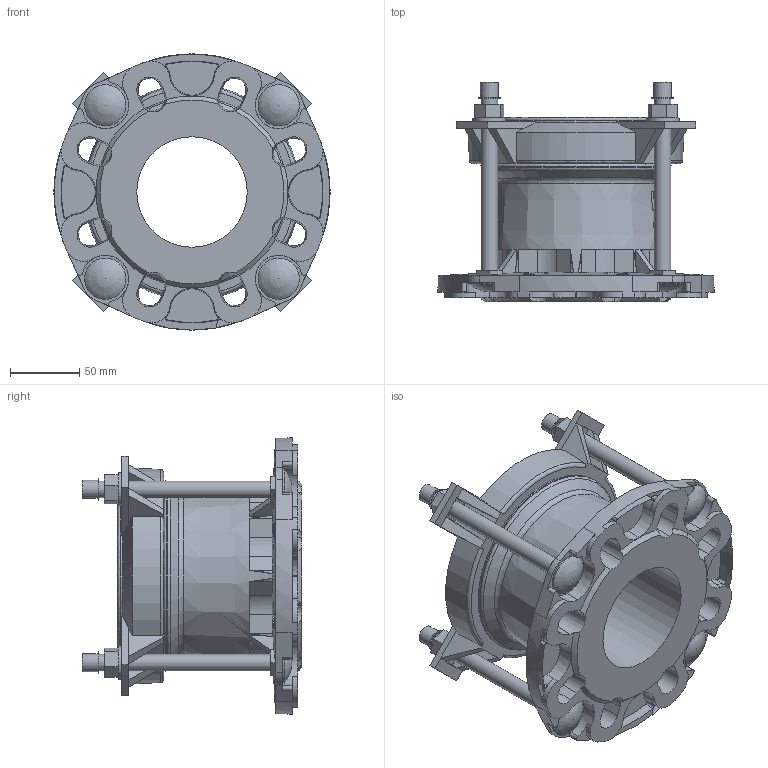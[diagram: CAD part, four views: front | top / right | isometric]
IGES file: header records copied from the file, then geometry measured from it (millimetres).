
Start section: SolidWorks IGES file using analytic representation for surfaces
Global section: file name: O_603_A_DN080_084-106mm_IGES.IGS; native system: SolidWorks 2012; preprocessor: SolidWorks 2012; author: wizh; date: 150624.171849; units: millimetre
Bounding box: 200 x 159 x 200 mm (x, y, z)
Surface area: 215234.8 mm2 (no closed solid volume)
Topology: 0 solids, 0 shells, 482 faces, 2834 edges, 2776 vertices
Faces by surface type: bspline 291, revolution 191
